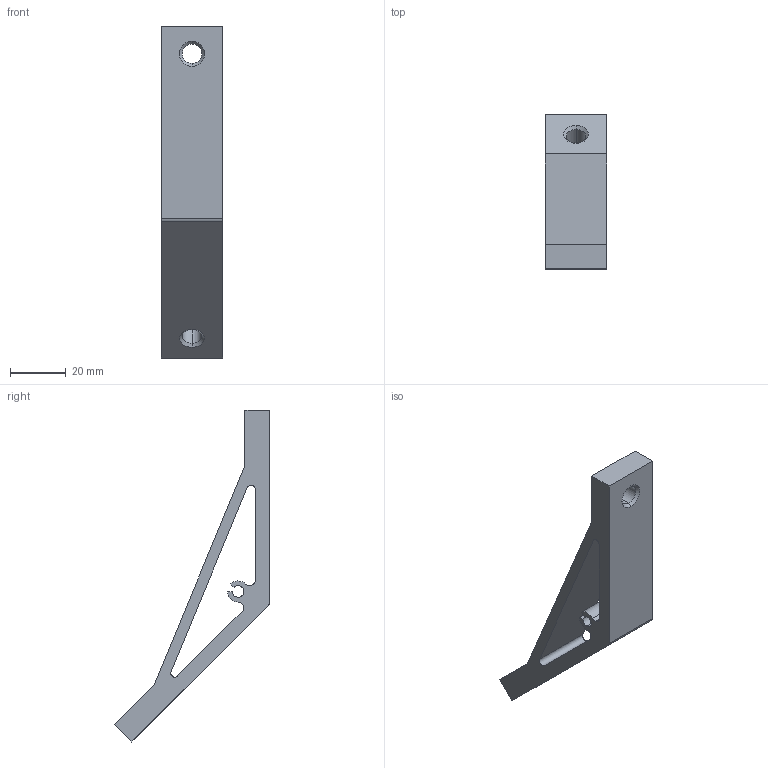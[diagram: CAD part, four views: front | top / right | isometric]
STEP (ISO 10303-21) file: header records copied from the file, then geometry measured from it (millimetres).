
FILE_DESCRIPTION (( 'STEP AP214' ), '1' );
FILE_NAME ('SNSD.30.51.60. Óãëîâîé ñîåäèíèòåëü 135° 70õ70õ22, ïàç 8(A07).STEP', '2014-12-09T08:00:01', ( 'XTreme.ws' ), ( 'XTreme.ws' ), 'SwSTEP 2.0', 'SolidWorks 2014', '' );
FILE_SCHEMA (( 'AUTOMOTIVE_DESIGN' ));
Length unit declared in the file: millimetre
Products named in the file (1): SNSD.30.51.60. Óãëîâîé ñîåäèíèòåëü 135° 70õ70õ22, ïàç 8(A07)
Bounding box: 22 x 55.72 x 119.5 mm (x, y, z)
Volume: 26753.9 mm3; surface area: 12906.9 mm2
Topology: 1 solids, 1 shells, 39 faces, 103 edges, 66 vertices
Faces by surface type: cylinder 17, plane 14, cone 8
Entity records: 1294 total; most frequent: DIRECTION 225, CARTESIAN_POINT 209, ORIENTED_EDGE 206, EDGE_CURVE 103, AXIS2_PLACEMENT_3D 82, VERTEX_POINT 66, VECTOR 61, LINE 61
